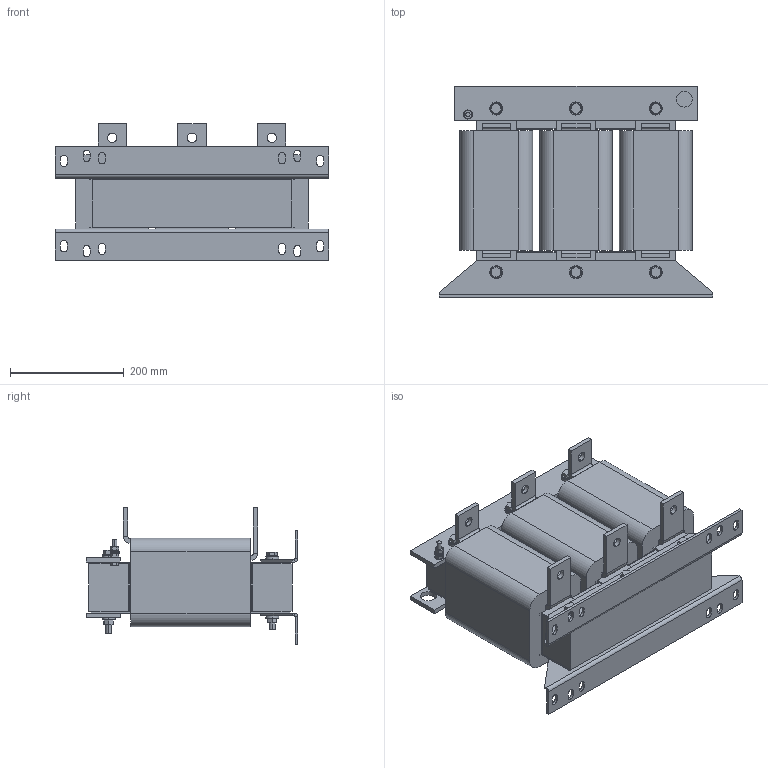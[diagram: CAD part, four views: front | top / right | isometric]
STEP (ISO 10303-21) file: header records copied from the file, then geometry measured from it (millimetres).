
FILE_DESCRIPTION (( 'STEP AP214' ), '1' );
FILE_NAME ('323932.STEP', '2020-12-18T06:38:01', ( '' ), ( '' ), 'SwSTEP 2.0', 'SolidWorks 2018', '' );
FILE_SCHEMA (( 'AUTOMOTIVE_DESIGN' ));
Length unit declared in the file: millimetre
Products named in the file (1): 323932
Bounding box: 480 x 371.8 x 240 mm (x, y, z)
Volume: 17733404.9 mm3; surface area: 937556.8 mm2
Topology: 1 solids, 1 shells, 551 faces, 1406 edges, 890 vertices
Faces by surface type: plane 413, cylinder 138
Entity records: 16556 total; most frequent: CARTESIAN_POINT 2848, ORIENTED_EDGE 2812, DIRECTION 2808, EDGE_CURVE 1406, LINE 1108, VECTOR 1108, VERTEX_POINT 890, AXIS2_PLACEMENT_3D 850
